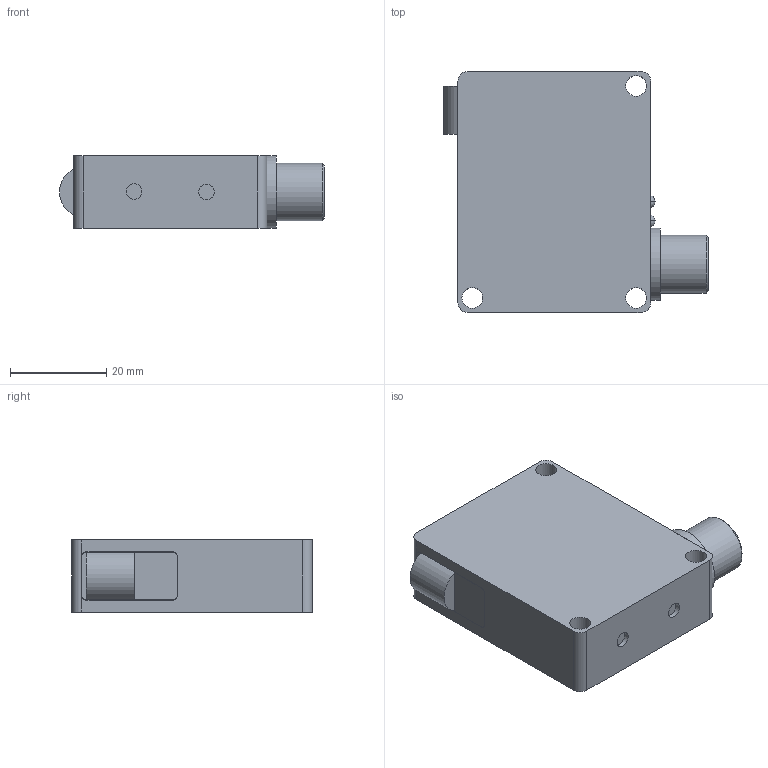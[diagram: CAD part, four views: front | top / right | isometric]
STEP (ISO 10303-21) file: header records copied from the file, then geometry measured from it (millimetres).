
FILE_DESCRIPTION((''),'2;1');
FILE_NAME('LLRV 51 M 500 - IBS.stp','2013-03-27T13:54:17',('lck'),(''),'Autodesk Inventor 2013','Autodesk Inventor 2013','');
FILE_SCHEMA(('AUTOMOTIVE_DESIGN { 1 0 10303 214 1 1 1 1 }'));
Length unit declared in the file: millimetre
Products named in the file (1): Bauteil2
Bounding box: 54.98 x 50 x 15 mm (x, y, z)
Volume: 30057.4 mm3; surface area: 8490.2 mm2
Topology: 1 solids, 4 shells, 96 faces, 222 edges, 140 vertices
Faces by surface type: plane 48, cylinder 39, sphere 4, bspline 4, cone 1
Full cylindrical faces by diameter (mm): 1 x4, 3 x2, 3.25 x2, 4.3 x3, 8.5 x1, 9.45 x1, 10 x1, 12 x1, 15 x1
Entity records: 2793 total; most frequent: CARTESIAN_POINT 557, DIRECTION 462, ORIENTED_EDGE 378, EDGE_CURVE 189, AXIS2_PLACEMENT_3D 182, EDGE_LOOP 133, VERTEX_POINT 132, VECTOR 98
